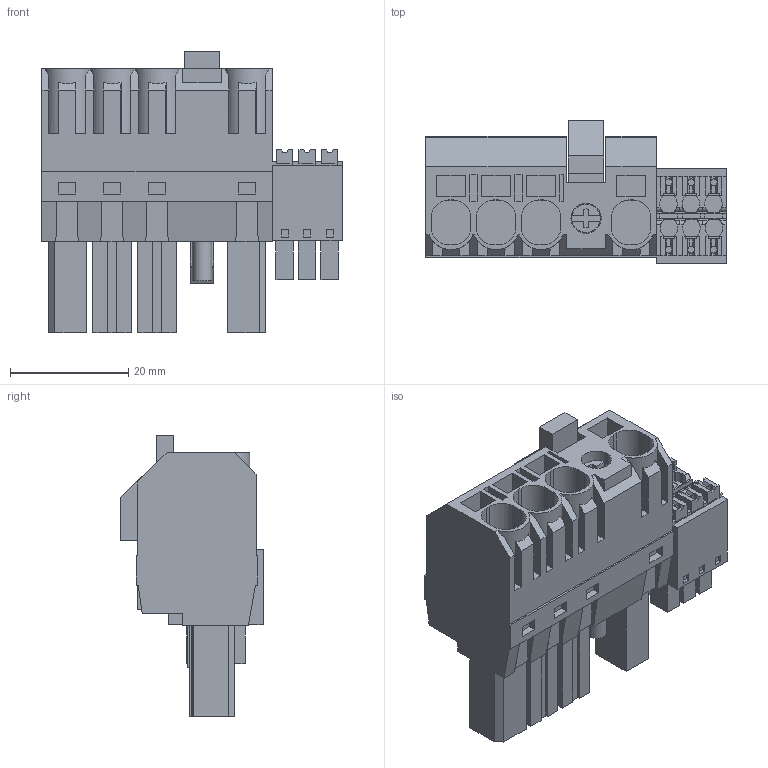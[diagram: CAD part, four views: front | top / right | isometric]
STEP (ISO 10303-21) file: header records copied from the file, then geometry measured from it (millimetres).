
FILE_DESCRIPTION(('CATIA V5 STEP Exchange','CAx-IF Rec.Pracs.--- Model Styling and Organization---1.4--- 2014-01-23'),'2;1');
FILE_NAME ('D1448305_1_1081750000_1081750000.stp','2023-09-07T12:49:46+00:00',('none'),('Weidmueller'),'CATIA Version 5-6 Release 2016 SP3 HF44','CATIA V5 STEP AP214','none');
FILE_SCHEMA(('AUTOMOTIVE_DESIGN { 1 0 10303 214 1 1 1 1 }'));
Length unit declared in the file: millimetre
Products named in the file (1): 1081750000
Bounding box: 50.84 x 24.13 x 47.7 mm (x, y, z)
Volume: 24241.7 mm3; surface area: 13142.1 mm2
Topology: 9 solids, 9 shells, 783 faces, 2191 edges, 1467 vertices
Faces by surface type: plane 699, cylinder 84
Entity records: 23780 total; most frequent: CARTESIAN_POINT 4715, ORIENTED_EDGE 4382, DIRECTION 3148, EDGE_CURVE 2191, VECTOR 1941, LINE 1941, VERTEX_POINT 1467, EDGE_LOOP 838
